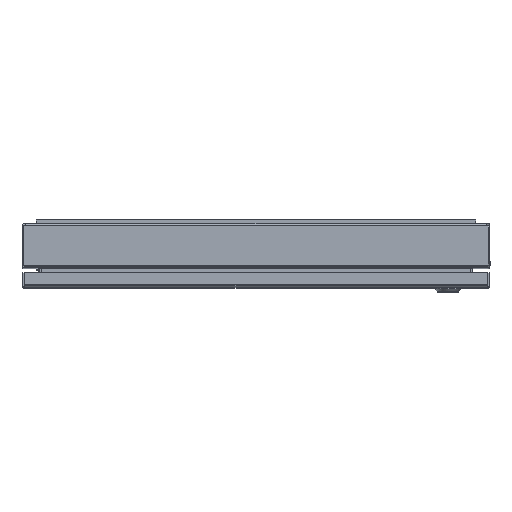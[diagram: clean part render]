
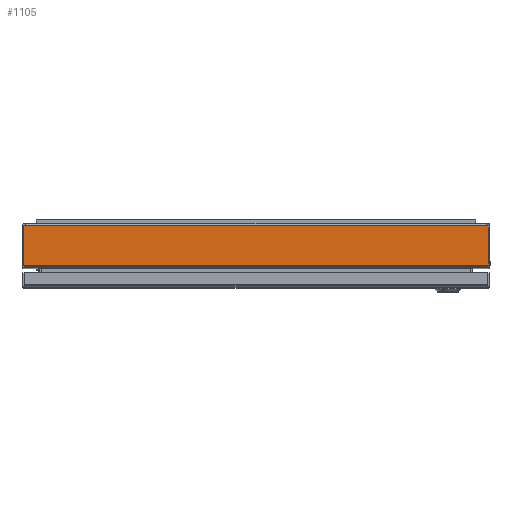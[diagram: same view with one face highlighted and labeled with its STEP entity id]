
A CAD part, top view. The second image highlights one B-rep face of the part: STEP entity #1105.
In plain terms, the highlighted planar face has unit normal (0, 0, 1).
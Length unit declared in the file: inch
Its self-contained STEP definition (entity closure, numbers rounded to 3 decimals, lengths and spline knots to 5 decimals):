
#140 = VECTOR ( 'NONE', #13136, 39.37008 ) ;
#997 = ORIENTED_EDGE ( 'NONE', *, *, #19109, .T. ) ;
#1105 = ADVANCED_FACE ( 'NONE', ( #13059 ), #3113, .T. ) ;
#1933 = ORIENTED_EDGE ( 'NONE', *, *, #20460, .T. ) ;
#2034 = CARTESIAN_POINT ( 'NONE',  ( 9.998, 0.79163, 0. ) ) ;
#2060 = DIRECTION ( 'NONE',  ( -0.686, -0.727, 0. ) ) ;
#2216 = ORIENTED_EDGE ( 'NONE', *, *, #24325, .T. ) ;
#2575 = VERTEX_POINT ( 'NONE', #20781 ) ;
#2846 = ORIENTED_EDGE ( 'NONE', *, *, #20039, .T. ) ;
#3113 = PLANE ( 'NONE',  #8766 ) ;
#4259 = VECTOR ( 'NONE', #6070, 39.37008 ) ;
#4287 = LINE ( 'NONE', #5931, #4259 ) ;
#4642 = VECTOR ( 'NONE', #10336, 39.37008 ) ;
#5931 = CARTESIAN_POINT ( 'NONE',  ( 9.998, -0.882, 0. ) ) ;
#6070 = DIRECTION ( 'NONE',  ( 0., 1., 0. ) ) ;
#6370 = VECTOR ( 'NONE', #14685, 39.37008 ) ;
#6761 = CARTESIAN_POINT ( 'NONE',  ( -9.998, 0.846, 0. ) ) ;
#7142 = VERTEX_POINT ( 'NONE', #10371 ) ;
#8293 = LINE ( 'NONE', #23354, #6370 ) ;
#8572 = VECTOR ( 'NONE', #23034, 39.37008 ) ;
#8766 = AXIS2_PLACEMENT_3D ( 'NONE', #15640, #23785, #8835 ) ;
#8835 = DIRECTION ( 'NONE',  ( 1., 0., 0. ) ) ;
#9313 = CARTESIAN_POINT ( 'NONE',  ( -9.998, -0.79163, 0. ) ) ;
#9447 = CARTESIAN_POINT ( 'NONE',  ( -9.94672, 0.846, 0. ) ) ;
#9500 = VERTEX_POINT ( 'NONE', #24452 ) ;
#10003 = LINE ( 'NONE', #25905, #8572 ) ;
#10267 = VERTEX_POINT ( 'NONE', #24675 ) ;
#10336 = DIRECTION ( 'NONE',  ( -0.686, 0.727, 0. ) ) ;
#10360 = CARTESIAN_POINT ( 'NONE',  ( -9.94672, 0.846, 0. ) ) ;
#10371 = CARTESIAN_POINT ( 'NONE',  ( -9.97649, -0.846, 0. ) ) ;
#10878 = EDGE_LOOP ( 'NONE', ( #2846, #22660, #11481, #997, #2216, #22576, #1933, #18829 ) ) ;
#11481 = ORIENTED_EDGE ( 'NONE', *, *, #15444, .T. ) ;
#12196 = VERTEX_POINT ( 'NONE', #24315 ) ;
#12497 = VECTOR ( 'NONE', #2060, 39.37008 ) ;
#12548 = CARTESIAN_POINT ( 'NONE',  ( 9.998, -0.79163, 0. ) ) ;
#13059 = FACE_OUTER_BOUND ( 'NONE', #10878, .T. ) ;
#13136 = DIRECTION ( 'NONE',  ( -0.368, 0.93, 0. ) ) ;
#13415 = LINE ( 'NONE', #6761, #19478 ) ;
#14685 = DIRECTION ( 'NONE',  ( 0., -1., 0. ) ) ;
#15043 = LINE ( 'NONE', #9313, #140 ) ;
#15046 = DIRECTION ( 'NONE',  ( -1., 0., 0. ) ) ;
#15444 = EDGE_CURVE ( 'NONE', #12196, #23831, #13415, .T. ) ;
#15640 = CARTESIAN_POINT ( 'NONE',  ( -9.998, -0.882, 0. ) ) ;
#16615 = LINE ( 'NONE', #10360, #12497 ) ;
#17468 = CARTESIAN_POINT ( 'NONE',  ( -9.998, -0.79163, 0. ) ) ;
#18499 = DIRECTION ( 'NONE',  ( 1., 0., 0. ) ) ;
#18829 = ORIENTED_EDGE ( 'NONE', *, *, #21092, .F. ) ;
#18998 = VERTEX_POINT ( 'NONE', #12548 ) ;
#19109 = EDGE_CURVE ( 'NONE', #23831, #9500, #16615, .T. ) ;
#19478 = VECTOR ( 'NONE', #15046, 39.37008 ) ;
#20039 = EDGE_CURVE ( 'NONE', #18998, #2575, #4287, .T. ) ;
#20460 = EDGE_CURVE ( 'NONE', #7142, #10267, #24864, .T. ) ;
#20490 = EDGE_CURVE ( 'NONE', #2575, #12196, #20800, .T. ) ;
#20781 = CARTESIAN_POINT ( 'NONE',  ( 9.998, 0.79163, 0. ) ) ;
#20800 = LINE ( 'NONE', #2034, #4642 ) ;
#21092 = EDGE_CURVE ( 'NONE', #18998, #10267, #10003, .T. ) ;
#21392 = VERTEX_POINT ( 'NONE', #17468 ) ;
#22576 = ORIENTED_EDGE ( 'NONE', *, *, #24854, .F. ) ;
#22660 = ORIENTED_EDGE ( 'NONE', *, *, #20490, .T. ) ;
#22694 = CARTESIAN_POINT ( 'NONE',  ( -9.998, -0.846, 0. ) ) ;
#23034 = DIRECTION ( 'NONE',  ( -0.368, -0.93, 0. ) ) ;
#23354 = CARTESIAN_POINT ( 'NONE',  ( -9.998, -0.882, 0. ) ) ;
#23785 = DIRECTION ( 'NONE',  ( 0., 0., 1. ) ) ;
#23831 = VERTEX_POINT ( 'NONE', #9447 ) ;
#24315 = CARTESIAN_POINT ( 'NONE',  ( 9.94672, 0.846, 0. ) ) ;
#24325 = EDGE_CURVE ( 'NONE', #9500, #21392, #8293, .T. ) ;
#24452 = CARTESIAN_POINT ( 'NONE',  ( -9.998, 0.79163, 0. ) ) ;
#24675 = CARTESIAN_POINT ( 'NONE',  ( 9.97649, -0.846, 0. ) ) ;
#24854 = EDGE_CURVE ( 'NONE', #7142, #21392, #15043, .T. ) ;
#24864 = LINE ( 'NONE', #22694, #26345 ) ;
#25905 = CARTESIAN_POINT ( 'NONE',  ( 9.92641, -0.97259, 0. ) ) ;
#26345 = VECTOR ( 'NONE', #18499, 39.37008 ) ;
